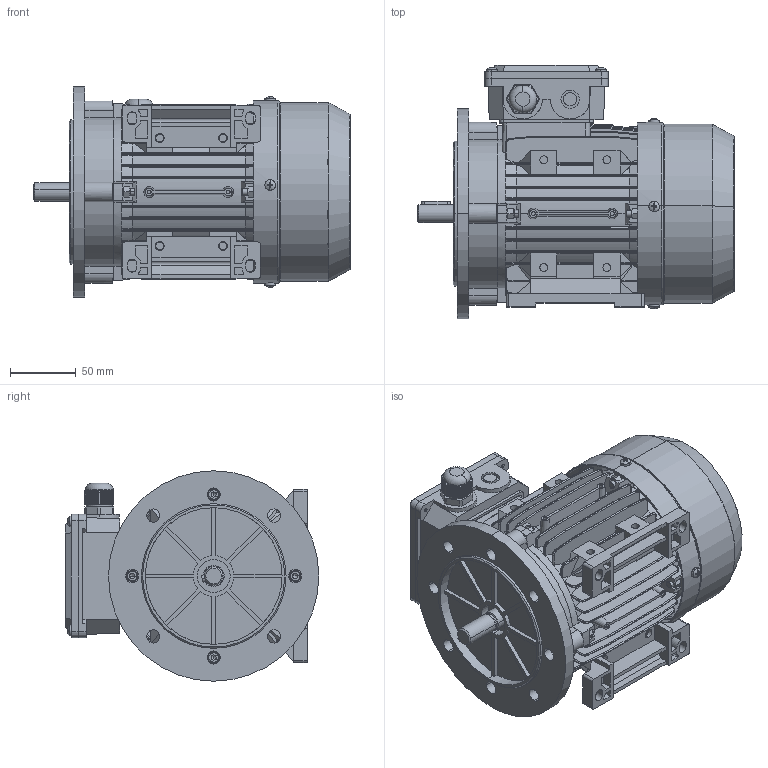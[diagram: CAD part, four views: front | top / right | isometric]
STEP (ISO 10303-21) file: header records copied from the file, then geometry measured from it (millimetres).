
FILE_DESCRIPTION (( 'STEP AP203' ), '1' );
FILE_NAME ('MS71S B35蚾饜芞.STEP', '2014-12-30T03:10:11', ( 'USER' ), ( 'MS' ), 'SwSTEP 2.0', 'SolidWorks 2008', '' );
FILE_SCHEMA (( 'CONFIG_CONTROL_DESIGN' ));
Length unit declared in the file: millimetre
Products named in the file (14): 71后盖_默认; 71 底脚_默认; 71S 转轴_默认; Hexagon socket head cap screws GB_GB_FASTENER_SCREWS_HSHCS M5X25-N; Cross recessed thread forming screws GB_GB_CROSS_SCREWS_TYPE138 M4X10-N; MS71S B35蚾饜芞; 71S机壳_默认; MS71 风叶_默认; MS63-71 新接线盒座_默认; MS63-71 新接线盒盖_默认; MS63-71 出线螺套_默认; Hexagon nuts grade C GB_GB_FASTENER_NUT_SNC1 M5-N; 71 B5盖_默认; 71风罩_默认
Assembly tree (35 placements, depth 2):
  MS71S B35蚾饜芞
    Hexagon socket head cap screws GB_GB_FASTENER_SCREWS_HSHCS M5X25-N  x8
    Hexagon nuts grade C GB_GB_FASTENER_NUT_SNC1 M5-N  x8
    MS71 风叶_默认
    Cross recessed thread forming screws GB_GB_CROSS_SCREWS_TYPE138 M4X10-N  x8
    71S机壳_默认
    MS63-71 出线螺套_默认
    71 底脚_默认  x2
    71风罩_默认
    MS63-71 新接线盒座_默认
    71后盖_默认
    71 B5盖_默认
    71S 转轴_默认
    MS63-71 新接线盒盖_默认
Bounding box: 241 x 193 x 160 mm (x, y, z)
Volume: 731777.4 mm3; surface area: 511782 mm2
Topology: 35 solids, 35 shells, 3501 faces, 9142 edges, 5730 vertices
Faces by surface type: plane 1932, cylinder 968, cone 225, bspline 142, sphere 120, torus 114
Entity records: 100918 total; most frequent: CARTESIAN_POINT 27528, ORIENTED_EDGE 15548, DIRECTION 13954, EDGE_CURVE 7774, VERTEX_POINT 4905, VECTOR 4668, LINE 4668, AXIS2_PLACEMENT_3D 4643
